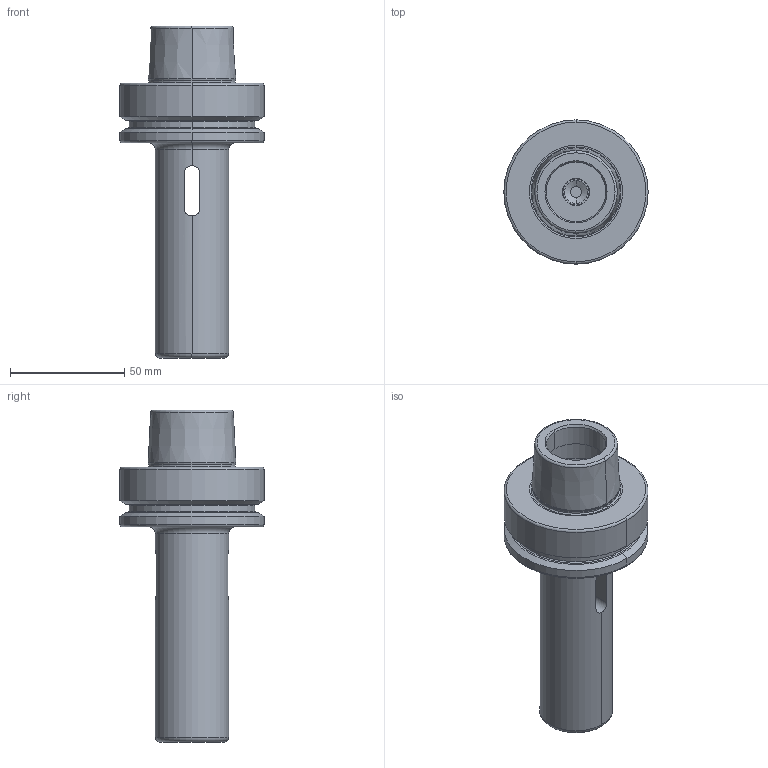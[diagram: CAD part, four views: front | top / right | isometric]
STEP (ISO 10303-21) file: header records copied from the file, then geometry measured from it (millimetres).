
FILE_DESCRIPTION((''),'2;1');
FILE_NAME('F63_07_02','2020-08-27T',('103090'),(''),'CREO PARAMETRIC BY PTC INC, 2016260','CREO PARAMETRIC BY PTC INC, 2016260','');
FILE_SCHEMA(('CONFIG_CONTROL_DESIGN'));
Length unit declared in the file: millimetre
Products named in the file (1): F63_07_02
Bounding box: 63 x 63 x 145 mm (x, y, z)
Volume: 139786.6 mm3; surface area: 31956.3 mm2
Topology: 1 solids, 1 shells, 80 faces, 176 edges, 102 vertices
Faces by surface type: torus 26, cylinder 23, cone 18, plane 13
Entity records: 2358 total; most frequent: CARTESIAN_POINT 493, DIRECTION 434, ORIENTED_EDGE 352, AXIS2_PLACEMENT_3D 191, EDGE_CURVE 176, CIRCLE 108, VERTEX_POINT 102, EDGE_LOOP 88
